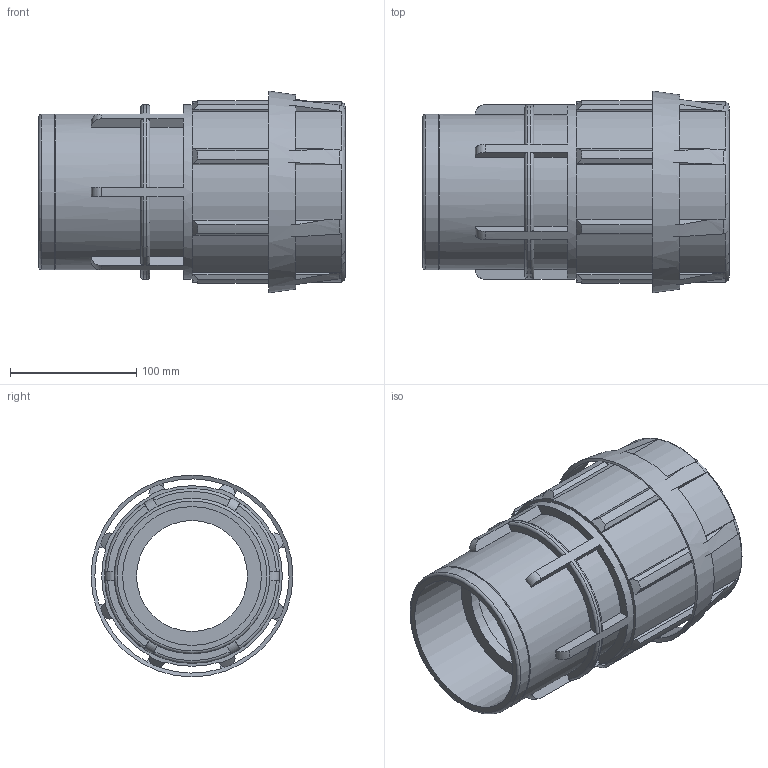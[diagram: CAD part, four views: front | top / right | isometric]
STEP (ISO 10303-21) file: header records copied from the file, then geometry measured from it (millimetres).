
FILE_DESCRIPTION(/* description */ ('PLASSON FEMALE ADAPTOR 90-4"'),/* implementation_level */ '2;1');
FILE_NAME(/* name */ '0703060900400A.ipt.stp',/* time_stamp */ '2018-03-25T20:10:13+03:00',/* author */ ('KIM'),/* organization */ (''),/* preprocessor_version */ 'ST-DEVELOPER v15.6',/* originating_system */ 'Autodesk Inventor 2015',/* authorisation */ '');
FILE_SCHEMA (('AUTOMOTIVE_DESIGN { 1 0 10303 214 3 1 1 }'));
Length unit declared in the file: millimetre
Products named in the file (1): 0703060900400A
Bounding box: 243 x 160.08 x 160.08 mm (x, y, z)
Volume: 1219972.7 mm3; surface area: 243601.4 mm2
Topology: 1 solids, 1 shells, 150 faces, 448 edges, 294 vertices
Faces by surface type: plane 80, cylinder 36, torus 20, cone 14
Full cylindrical faces by diameter (mm): 88 x1, 110 x1, 110.072 x1, 123.2 x2, 138.6 x1
Entity records: 5509 total; most frequent: CARTESIAN_POINT 1353, ORIENTED_EDGE 858, DIRECTION 820, EDGE_CURVE 429, AXIS2_PLACEMENT_3D 308, VERTEX_POINT 289, LINE 204, VECTOR 204
